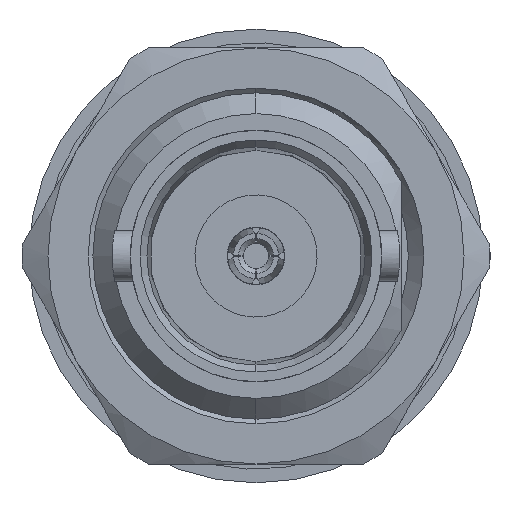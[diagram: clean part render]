
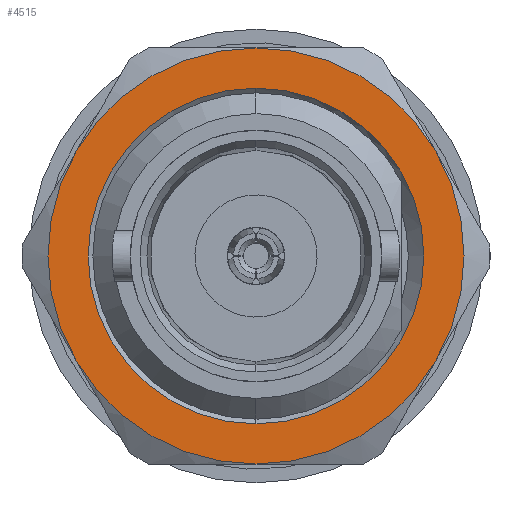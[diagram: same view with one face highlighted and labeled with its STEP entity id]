
A CAD part, left-side view. The second image highlights one B-rep face of the part: STEP entity #4515.
In plain terms, the highlighted face is planar.
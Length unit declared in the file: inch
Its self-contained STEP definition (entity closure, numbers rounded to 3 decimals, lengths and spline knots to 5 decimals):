
#89 = VERTEX_POINT ( 'NONE', #9410 ) ;
#198 = ORIENTED_EDGE ( 'NONE', *, *, #6722, .T. ) ;
#234 = DIRECTION ( 'NONE',  ( 0., 0., -1. ) ) ;
#442 = EDGE_CURVE ( 'NONE', #3634, #7688, #10004, .T. ) ;
#448 = CIRCLE ( 'NONE', #1969, 0.31496 ) ;
#1036 = DIRECTION ( 'NONE',  ( -1., 0., 0. ) ) ;
#1246 = ORIENTED_EDGE ( 'NONE', *, *, #7371, .T. ) ;
#1289 = CARTESIAN_POINT ( 'NONE',  ( 0.31496, 0., -0.35651 ) ) ;
#1523 = CARTESIAN_POINT ( 'NONE',  ( 0., 0., -0.35651 ) ) ;
#1645 = EDGE_CURVE ( 'NONE', #2764, #3634, #448, .T. ) ;
#1666 = AXIS2_PLACEMENT_3D ( 'NONE', #6941, #10070, #9164 ) ;
#1749 = AXIS2_PLACEMENT_3D ( 'NONE', #3032, #5469, #9571 ) ;
#1969 = AXIS2_PLACEMENT_3D ( 'NONE', #9349, #4556, #8508 ) ;
#2098 = AXIS2_PLACEMENT_3D ( 'NONE', #8263, #234, #1036 ) ;
#2764 = VERTEX_POINT ( 'NONE', #8066 ) ;
#2972 = CARTESIAN_POINT ( 'NONE',  ( -0.15748, 0.27276, -0.35651 ) ) ;
#3000 = DIRECTION ( 'NONE',  ( 0., 0., -1. ) ) ;
#3032 = CARTESIAN_POINT ( 'NONE',  ( 0., 0., -0.35651 ) ) ;
#3123 = AXIS2_PLACEMENT_3D ( 'NONE', #1523, #4743, #8600 ) ;
#3299 = VERTEX_POINT ( 'NONE', #7672 ) ;
#3511 = CARTESIAN_POINT ( 'NONE',  ( 0., 0., -0.35651 ) ) ;
#3634 = VERTEX_POINT ( 'NONE', #2972 ) ;
#3890 = DIRECTION ( 'NONE',  ( -1., 0., 0. ) ) ;
#3911 = CIRCLE ( 'NONE', #3123, 0.31496 ) ;
#4045 = EDGE_CURVE ( 'NONE', #7930, #3299, #9748, .T. ) ;
#4244 = CIRCLE ( 'NONE', #6764, 0.25413 ) ;
#4285 = EDGE_LOOP ( 'NONE', ( #9279, #6930, #198, #7560, #5306, #1246 ) ) ;
#4445 = ORIENTED_EDGE ( 'NONE', *, *, #9878, .F. ) ;
#4515 = ADVANCED_FACE ( 'NONE', ( #9244, #5231 ), #6973, .F. ) ;
#4556 = DIRECTION ( 'NONE',  ( 0., 0., -1. ) ) ;
#4687 = CARTESIAN_POINT ( 'NONE',  ( 0., 0., -0.35651 ) ) ;
#4743 = DIRECTION ( 'NONE',  ( 0., 0., -1. ) ) ;
#4950 = CIRCLE ( 'NONE', #1749, 0.31496 ) ;
#5155 = DIRECTION ( 'NONE',  ( 0., 0., -1. ) ) ;
#5231 = FACE_OUTER_BOUND ( 'NONE', #4285, .T. ) ;
#5306 = ORIENTED_EDGE ( 'NONE', *, *, #8842, .T. ) ;
#5440 = AXIS2_PLACEMENT_3D ( 'NONE', #4687, #3000, #3890 ) ;
#5469 = DIRECTION ( 'NONE',  ( 0., 0., -1. ) ) ;
#5496 = AXIS2_PLACEMENT_3D ( 'NONE', #3511, #5155, #10065 ) ;
#5580 = VERTEX_POINT ( 'NONE', #6702 ) ;
#5977 = CIRCLE ( 'NONE', #5496, 0.25413 ) ;
#6516 = CARTESIAN_POINT ( 'NONE',  ( 0., 0., -0.35651 ) ) ;
#6557 = AXIS2_PLACEMENT_3D ( 'NONE', #10148, #8614, #9406 ) ;
#6702 = CARTESIAN_POINT ( 'NONE',  ( -0.15748, -0.27276, -0.35651 ) ) ;
#6722 = EDGE_CURVE ( 'NONE', #7688, #7930, #4950, .T. ) ;
#6764 = AXIS2_PLACEMENT_3D ( 'NONE', #6516, #9600, #7272 ) ;
#6790 = EDGE_LOOP ( 'NONE', ( #8365, #4445 ) ) ;
#6930 = ORIENTED_EDGE ( 'NONE', *, *, #442, .T. ) ;
#6941 = CARTESIAN_POINT ( 'NONE',  ( 0., 0., -0.35651 ) ) ;
#6973 = PLANE ( 'NONE',  #6557 ) ;
#7272 = DIRECTION ( 'NONE',  ( -1., 0., 0. ) ) ;
#7371 = EDGE_CURVE ( 'NONE', #5580, #2764, #3911, .T. ) ;
#7560 = ORIENTED_EDGE ( 'NONE', *, *, #4045, .T. ) ;
#7586 = EDGE_CURVE ( 'NONE', #89, #8736, #5977, .T. ) ;
#7672 = CARTESIAN_POINT ( 'NONE',  ( 0.15748, -0.27276, -0.35651 ) ) ;
#7688 = VERTEX_POINT ( 'NONE', #8477 ) ;
#7930 = VERTEX_POINT ( 'NONE', #1289 ) ;
#8066 = CARTESIAN_POINT ( 'NONE',  ( -0.31496, 0., -0.35651 ) ) ;
#8263 = CARTESIAN_POINT ( 'NONE',  ( 0., 0., -0.35651 ) ) ;
#8365 = ORIENTED_EDGE ( 'NONE', *, *, #7586, .F. ) ;
#8477 = CARTESIAN_POINT ( 'NONE',  ( 0.15748, 0.27276, -0.35651 ) ) ;
#8508 = DIRECTION ( 'NONE',  ( -1., 0., 0. ) ) ;
#8600 = DIRECTION ( 'NONE',  ( -1., 0., 0. ) ) ;
#8614 = DIRECTION ( 'NONE',  ( 0., 0., 1. ) ) ;
#8736 = VERTEX_POINT ( 'NONE', #9102 ) ;
#8842 = EDGE_CURVE ( 'NONE', #3299, #5580, #8958, .T. ) ;
#8958 = CIRCLE ( 'NONE', #5440, 0.31496 ) ;
#9102 = CARTESIAN_POINT ( 'NONE',  ( 0.25413, 0., -0.35651 ) ) ;
#9164 = DIRECTION ( 'NONE',  ( -1., 0., 0. ) ) ;
#9244 = FACE_BOUND ( 'NONE', #6790, .T. ) ;
#9279 = ORIENTED_EDGE ( 'NONE', *, *, #1645, .T. ) ;
#9349 = CARTESIAN_POINT ( 'NONE',  ( 0., 0., -0.35651 ) ) ;
#9406 = DIRECTION ( 'NONE',  ( 1., 0., 0. ) ) ;
#9410 = CARTESIAN_POINT ( 'NONE',  ( -0.25413, 0., -0.35651 ) ) ;
#9571 = DIRECTION ( 'NONE',  ( -1., 0., 0. ) ) ;
#9600 = DIRECTION ( 'NONE',  ( 0., 0., -1. ) ) ;
#9748 = CIRCLE ( 'NONE', #1666, 0.31496 ) ;
#9878 = EDGE_CURVE ( 'NONE', #8736, #89, #4244, .T. ) ;
#10004 = CIRCLE ( 'NONE', #2098, 0.31496 ) ;
#10065 = DIRECTION ( 'NONE',  ( -1., 0., 0. ) ) ;
#10070 = DIRECTION ( 'NONE',  ( 0., 0., -1. ) ) ;
#10148 = CARTESIAN_POINT ( 'NONE',  ( 0., 0.31496, -0.35651 ) ) ;
